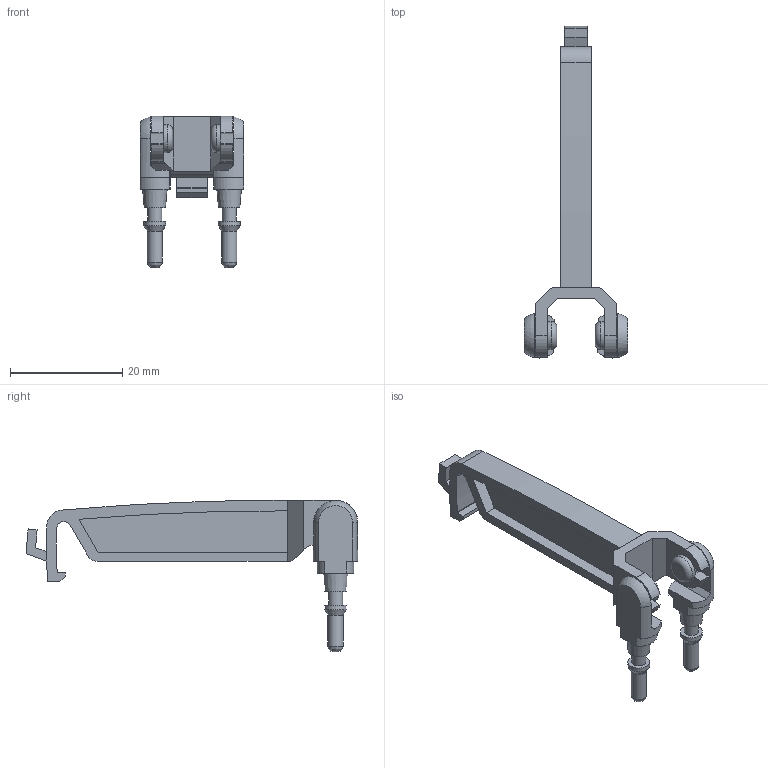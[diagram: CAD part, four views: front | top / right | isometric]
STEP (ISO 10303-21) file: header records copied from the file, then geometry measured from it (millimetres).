
FILE_DESCRIPTION(/* description */ (''),/* implementation_level */ '2;1');
FILE_NAME(/* name */ '28664_3_KDS_FP_IVR.stp',/* time_stamp */ '2022-04-28T08:28:22+02:00',/* author */ (''),/* organization */ (''),/* preprocessor_version */ 'ST-DEVELOPER v16.7',/* originating_system */ 'SIEMENS PLM Software NX 12.0',/* authorisation */ '');
FILE_SCHEMA (('AUTOMOTIVE_DESIGN { 1 0 10303 214 3 1 1 1 }'));
Length unit declared in the file: millimetre
Products named in the file (3): KDS-FP_IVR-GELENK; KDS-FP-IVR_SCHWENK; 28664_3_KDS_FP_IVR
Assembly tree (3 placements, depth 2):
  28664_3_KDS_FP_IVR
    KDS-FP-IVR_SCHWENK
    KDS-FP_IVR-GELENK  x2
Bounding box: 18.45 x 59.19 x 27 mm (x, y, z)
Volume: 2613.4 mm3; surface area: 3544.9 mm2
Topology: 3 solids, 3 shells, 120 faces, 315 edges, 210 vertices
Faces by surface type: plane 71, cylinder 35, cone 6, bspline 4, sphere 2, torus 2
Full cylindrical faces by diameter (mm): 2.5 x2, 2.7 x2, 5 x2
Entity records: 2887 total; most frequent: CARTESIAN_POINT 585, DIRECTION 468, ORIENTED_EDGE 458, EDGE_CURVE 229, AXIS2_PLACEMENT_3D 160, VERTEX_POINT 157, LINE 148, VECTOR 148
